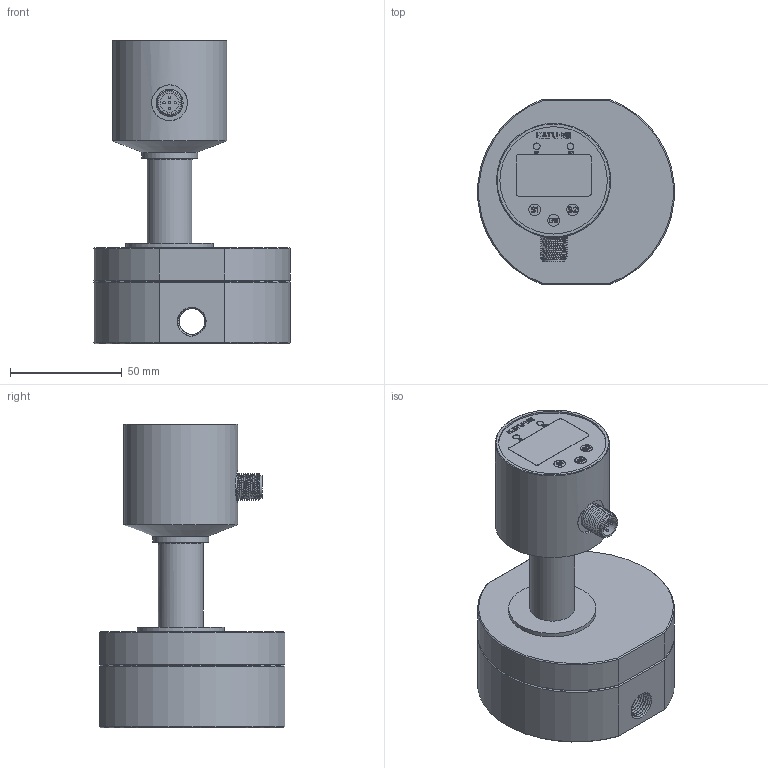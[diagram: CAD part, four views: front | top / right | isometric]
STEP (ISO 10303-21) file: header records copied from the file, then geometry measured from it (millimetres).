
FILE_DESCRIPTION(/* description */ (''),/* implementation_level */ '2;1');
FILE_NAME(/* name */ 'FM500-M2S-G14K FM500金属齿轮M2S内螺纹G14连接.stp',/* time_stamp */ '2022-08-22T12:35:29+08:00',/* author */ (''),/* organization */ (''),/* preprocessor_version */ 'ST-DEVELOPER v16',/* originating_system */ 'SIEMENS PLM Software NX 10.0',/* authorisation */ '');
FILE_SCHEMA (('CONFIG_CONTROL_DESIGN'));
Length unit declared in the file: millimetre
Products named in the file (1): FM500-M2S-G14K
Bounding box: 87.7 x 83 x 135.7 mm (x, y, z)
Volume: 361441 mm3; surface area: 59494.9 mm2
Topology: 3 solids, 6 shells, 591 faces, 1598 edges, 1056 vertices
Faces by surface type: plane 476, cylinder 71, bspline 22, cone 16, sphere 5, torus 1
Full cylindrical faces by diameter (mm): 1 x5, 3 x2, 5.2 x3, 8.4 x1, 9.7 x1, 9.8 x1, 10.1 x1, 11 x1, 11.6 x19, 12 x1, 16 x1, 19 x1, 20 x1, 25 x1, 39 x1, 47 x1, 47.5 x1, 48 x1, 51 x1
Entity records: 22563 total; most frequent: CARTESIAN_POINT 8628, ORIENTED_EDGE 2936, DIRECTION 2592, EDGE_CURVE 1468, LINE 1270, VECTOR 1270, VERTEX_POINT 990, AXIS2_PLACEMENT_3D 661
